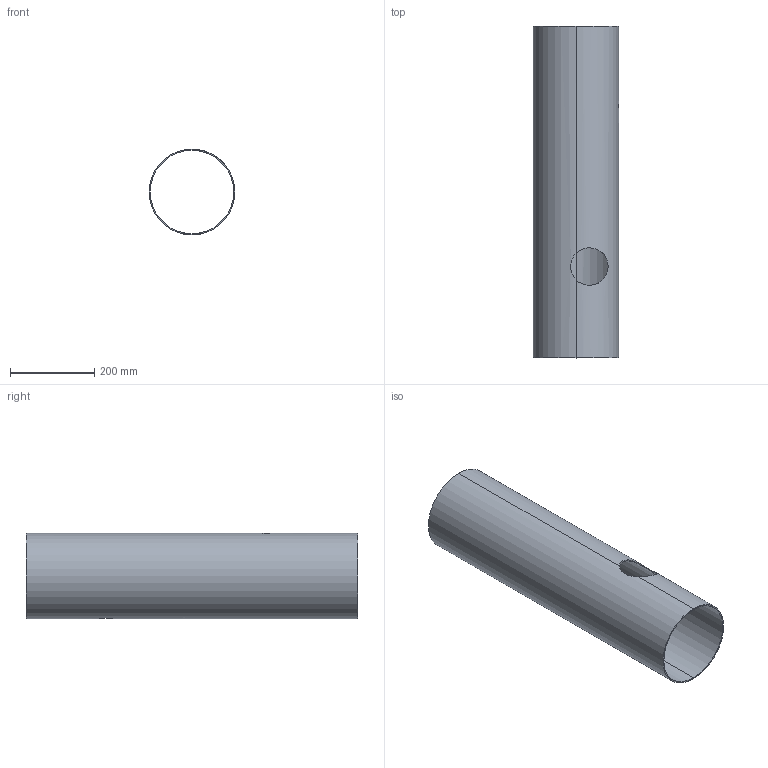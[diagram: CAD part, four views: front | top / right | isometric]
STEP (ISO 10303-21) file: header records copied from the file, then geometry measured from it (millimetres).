
FILE_DESCRIPTION (( 'STEP AP203' ), '1' );
FILE_NAME ('FTA-8V.STEP', '2021-03-17T18:15:42', ( '' ), ( '' ), 'SwSTEP 2.0', 'SolidWorks 2021', '' );
FILE_SCHEMA (( 'CONFIG_CONTROL_DESIGN' ));
Length unit declared in the file: foot
Products named in the file (1): FTA-8V
Bounding box: 203.2 x 787.4 x 203.2 mm (x, y, z)
Volume: 1324915.2 mm3; surface area: 979858.9 mm2
Topology: 1 solids, 1 shells, 12 faces, 42 edges, 28 vertices
Faces by surface type: cylinder 10, plane 2
Entity records: 1199 total; most frequent: CARTESIAN_POINT 773, ORIENTED_EDGE 84, DIRECTION 56, EDGE_CURVE 42, VERTEX_POINT 28, AXIS2_PLACEMENT_3D 21, B_SPLINE_CURVE_WITH_KNOTS 20, EDGE_LOOP 16
